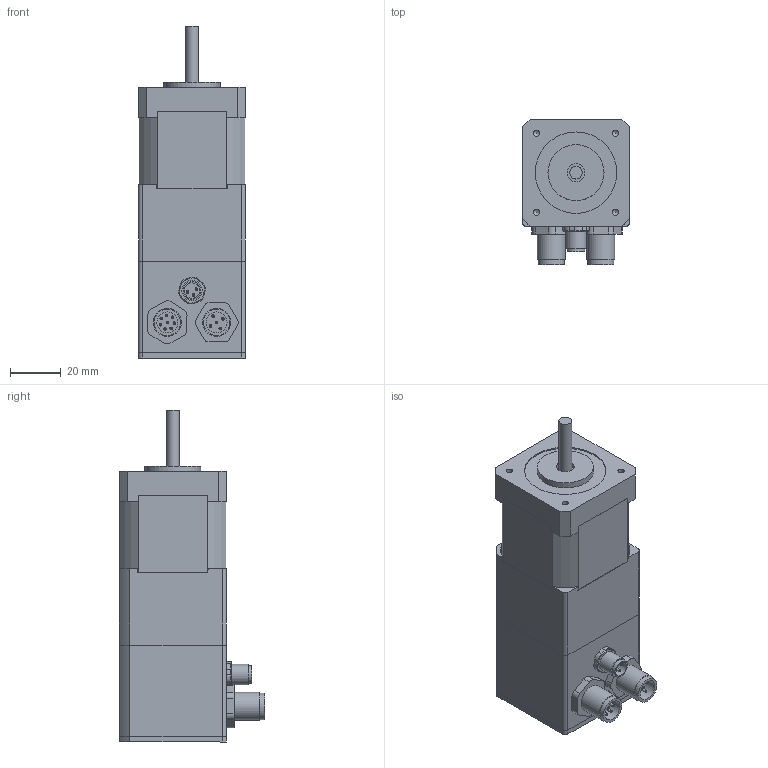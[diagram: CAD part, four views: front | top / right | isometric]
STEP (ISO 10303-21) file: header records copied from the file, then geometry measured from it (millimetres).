
FILE_DESCRIPTION(/* description */ (''),/* implementation_level */ '2;1');
FILE_NAME(/* name */ 'AS4118L1804-EB.stp',/* time_stamp */ '2015-12-08T16:11:16+01:00',/* author */ ('knoll_j'),/* organization */ (''),/* preprocessor_version */ 'ST-DEVELOPER v16.1',/* originating_system */ 'Autodesk Inventor 2016',/* authorisation */ '');
FILE_SCHEMA (('AUTOMOTIVE_DESIGN { 1 0 10303 214 3 1 1 }'));
Length unit declared in the file: millimetre
Products named in the file (9): ST4118L1804-CB1; M12-8pol; MG-D41; M12-5pol; MK-Adapter-APB41-EB; MG-AK41; M8-3pol; DIN EN ISO 7046-1 - M3 x 30 - 4.8 - H; AS4118L1804-EB
Assembly tree (11 placements, depth 2):
  AS4118L1804-EB
    ST4118L1804-CB1
    M12-8pol
    MG-D41
    M12-5pol
    MK-Adapter-APB41-EB
    MG-AK41
    M8-3pol
    DIN EN ISO 7046-1 - M3 x 30 - 4.8 - H  x4
Bounding box: 42 x 57 x 130.4 mm (x, y, z)
Volume: 104405.1 mm3; surface area: 48253.5 mm2
Topology: 11 solids, 11 shells, 532 faces, 1343 edges, 870 vertices
Faces by surface type: plane 214, cylinder 197, cone 88, torus 32, bspline 1
Full cylindrical faces by diameter (mm): 1 x17, 1.221 x4, 2.013 x9, 2.05 x4, 2.1 x4, 2.459 x4, 2.693 x4, 2.9 x4, 3 x4, 3.4 x4, 5 x1, 5.5 x4, 6 x5, 7 x2, 8 x1, 8.2 x2, 8.5 x1, 9 x1, 9.2 x1, 10 x2, 10.4 x2, 11 x2, 12 x3, 16 x1, 21.95 x1, 22 x1, 32 x1
Entity records: 12920 total; most frequent: DIRECTION 2307, CARTESIAN_POINT 2281, ORIENTED_EDGE 1906, EDGE_CURVE 953, AXIS2_PLACEMENT_3D 920, VERTEX_POINT 681, EDGE_LOOP 662, LINE 467
